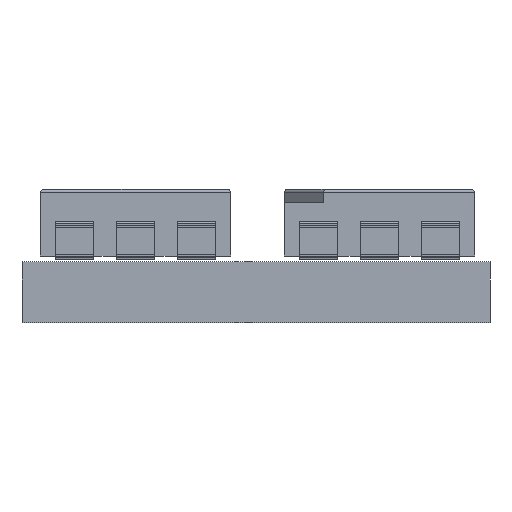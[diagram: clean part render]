
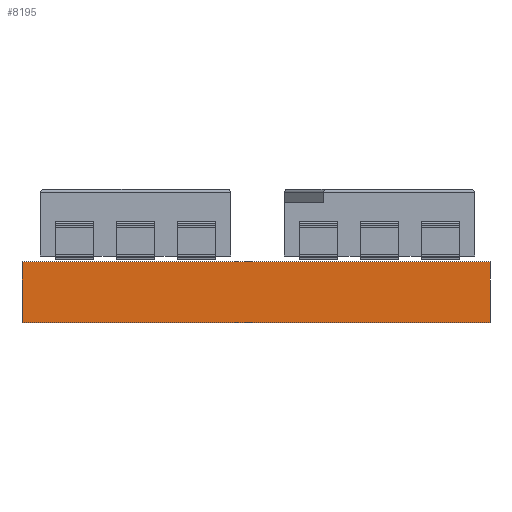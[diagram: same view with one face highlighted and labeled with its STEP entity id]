
A CAD part, front view. The second image highlights one B-rep face of the part: STEP entity #8195.
In plain terms, the highlighted planar face has unit normal (0, -1, 0).
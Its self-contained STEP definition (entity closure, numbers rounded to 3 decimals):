
#8026 = PLANE('',#8027);
#8027 = AXIS2_PLACEMENT_3D('',#8028,#8029,#8030);
#8028 = CARTESIAN_POINT('',(145.22,-89.3,0.));
#8029 = DIRECTION('',(-1.,0.,0.));
#8030 = DIRECTION('',(0.,1.,0.));
#8054 = PLANE('',#8055);
#8055 = AXIS2_PLACEMENT_3D('',#8056,#8057,#8058);
#8056 = CARTESIAN_POINT('',(151.36,-59.465,1.6));
#8057 = DIRECTION('',(0.,0.,-1.));
#8058 = DIRECTION('',(-1.,0.,0.));
#8082 = PLANE('',#8083);
#8083 = AXIS2_PLACEMENT_3D('',#8084,#8085,#8086);
#8084 = CARTESIAN_POINT('',(157.5,-29.63,0.));
#8085 = DIRECTION('',(1.,0.,0.));
#8086 = DIRECTION('',(0.,-1.,0.));
#8108 = PLANE('',#8109);
#8109 = AXIS2_PLACEMENT_3D('',#8110,#8111,#8112);
#8110 = CARTESIAN_POINT('',(151.36,-59.465,0.));
#8111 = DIRECTION('',(0.,0.,-1.));
#8112 = DIRECTION('',(-1.,0.,0.));
#8125 = VERTEX_POINT('',#8126);
#8126 = CARTESIAN_POINT('',(157.5,-89.3,1.6));
#8147 = EDGE_CURVE('',#8148,#8125,#8150,.T.);
#8148 = VERTEX_POINT('',#8149);
#8149 = CARTESIAN_POINT('',(157.5,-89.3,0.));
#8150 = SURFACE_CURVE('',#8151,(#8155,#8162),.PCURVE_S1.);
#8151 = LINE('',#8152,#8153);
#8152 = CARTESIAN_POINT('',(157.5,-89.3,0.));
#8153 = VECTOR('',#8154,1.);
#8154 = DIRECTION('',(0.,0.,1.));
#8155 = PCURVE('',#8082,#8156);
#8156 = DEFINITIONAL_REPRESENTATION('',(#8157),#8161);
#8157 = LINE('',#8158,#8159);
#8158 = CARTESIAN_POINT('',(59.67,0.));
#8159 = VECTOR('',#8160,1.);
#8160 = DIRECTION('',(0.,-1.));
#8161 = ( GEOMETRIC_REPRESENTATION_CONTEXT(2) 
PARAMETRIC_REPRESENTATION_CONTEXT() REPRESENTATION_CONTEXT('2D SPACE',''
  ) );
#8162 = PCURVE('',#8163,#8168);
#8163 = PLANE('',#8164);
#8164 = AXIS2_PLACEMENT_3D('',#8165,#8166,#8167);
#8165 = CARTESIAN_POINT('',(157.5,-89.3,0.));
#8166 = DIRECTION('',(0.,-1.,0.));
#8167 = DIRECTION('',(-1.,0.,0.));
#8168 = DEFINITIONAL_REPRESENTATION('',(#8169),#8173);
#8169 = LINE('',#8170,#8171);
#8170 = CARTESIAN_POINT('',(0.,0.));
#8171 = VECTOR('',#8172,1.);
#8172 = DIRECTION('',(0.,-1.));
#8173 = ( GEOMETRIC_REPRESENTATION_CONTEXT(2) 
PARAMETRIC_REPRESENTATION_CONTEXT() REPRESENTATION_CONTEXT('2D SPACE',''
  ) );
#8195 = ADVANCED_FACE('',(#8196),#8163,.T.);
#8196 = FACE_BOUND('',#8197,.T.);
#8197 = EDGE_LOOP('',(#8198,#8199,#8222,#8245));
#8198 = ORIENTED_EDGE('',*,*,#8147,.T.);
#8199 = ORIENTED_EDGE('',*,*,#8200,.T.);
#8200 = EDGE_CURVE('',#8125,#8201,#8203,.T.);
#8201 = VERTEX_POINT('',#8202);
#8202 = CARTESIAN_POINT('',(145.22,-89.3,1.6));
#8203 = SURFACE_CURVE('',#8204,(#8208,#8215),.PCURVE_S1.);
#8204 = LINE('',#8205,#8206);
#8205 = CARTESIAN_POINT('',(157.5,-89.3,1.6));
#8206 = VECTOR('',#8207,1.);
#8207 = DIRECTION('',(-1.,0.,0.));
#8208 = PCURVE('',#8163,#8209);
#8209 = DEFINITIONAL_REPRESENTATION('',(#8210),#8214);
#8210 = LINE('',#8211,#8212);
#8211 = CARTESIAN_POINT('',(0.,-1.6));
#8212 = VECTOR('',#8213,1.);
#8213 = DIRECTION('',(1.,0.));
#8214 = ( GEOMETRIC_REPRESENTATION_CONTEXT(2) 
PARAMETRIC_REPRESENTATION_CONTEXT() REPRESENTATION_CONTEXT('2D SPACE',''
  ) );
#8215 = PCURVE('',#8054,#8216);
#8216 = DEFINITIONAL_REPRESENTATION('',(#8217),#8221);
#8217 = LINE('',#8218,#8219);
#8218 = CARTESIAN_POINT('',(-6.14,-29.835));
#8219 = VECTOR('',#8220,1.);
#8220 = DIRECTION('',(1.,0.));
#8221 = ( GEOMETRIC_REPRESENTATION_CONTEXT(2) 
PARAMETRIC_REPRESENTATION_CONTEXT() REPRESENTATION_CONTEXT('2D SPACE',''
  ) );
#8222 = ORIENTED_EDGE('',*,*,#8223,.F.);
#8223 = EDGE_CURVE('',#8224,#8201,#8226,.T.);
#8224 = VERTEX_POINT('',#8225);
#8225 = CARTESIAN_POINT('',(145.22,-89.3,0.));
#8226 = SURFACE_CURVE('',#8227,(#8231,#8238),.PCURVE_S1.);
#8227 = LINE('',#8228,#8229);
#8228 = CARTESIAN_POINT('',(145.22,-89.3,0.));
#8229 = VECTOR('',#8230,1.);
#8230 = DIRECTION('',(0.,0.,1.));
#8231 = PCURVE('',#8163,#8232);
#8232 = DEFINITIONAL_REPRESENTATION('',(#8233),#8237);
#8233 = LINE('',#8234,#8235);
#8234 = CARTESIAN_POINT('',(12.28,0.));
#8235 = VECTOR('',#8236,1.);
#8236 = DIRECTION('',(0.,-1.));
#8237 = ( GEOMETRIC_REPRESENTATION_CONTEXT(2) 
PARAMETRIC_REPRESENTATION_CONTEXT() REPRESENTATION_CONTEXT('2D SPACE',''
  ) );
#8238 = PCURVE('',#8026,#8239);
#8239 = DEFINITIONAL_REPRESENTATION('',(#8240),#8244);
#8240 = LINE('',#8241,#8242);
#8241 = CARTESIAN_POINT('',(0.,0.));
#8242 = VECTOR('',#8243,1.);
#8243 = DIRECTION('',(0.,-1.));
#8244 = ( GEOMETRIC_REPRESENTATION_CONTEXT(2) 
PARAMETRIC_REPRESENTATION_CONTEXT() REPRESENTATION_CONTEXT('2D SPACE',''
  ) );
#8245 = ORIENTED_EDGE('',*,*,#8246,.F.);
#8246 = EDGE_CURVE('',#8148,#8224,#8247,.T.);
#8247 = SURFACE_CURVE('',#8248,(#8252,#8259),.PCURVE_S1.);
#8248 = LINE('',#8249,#8250);
#8249 = CARTESIAN_POINT('',(157.5,-89.3,0.));
#8250 = VECTOR('',#8251,1.);
#8251 = DIRECTION('',(-1.,0.,0.));
#8252 = PCURVE('',#8163,#8253);
#8253 = DEFINITIONAL_REPRESENTATION('',(#8254),#8258);
#8254 = LINE('',#8255,#8256);
#8255 = CARTESIAN_POINT('',(0.,0.));
#8256 = VECTOR('',#8257,1.);
#8257 = DIRECTION('',(1.,0.));
#8258 = ( GEOMETRIC_REPRESENTATION_CONTEXT(2) 
PARAMETRIC_REPRESENTATION_CONTEXT() REPRESENTATION_CONTEXT('2D SPACE',''
  ) );
#8259 = PCURVE('',#8108,#8260);
#8260 = DEFINITIONAL_REPRESENTATION('',(#8261),#8265);
#8261 = LINE('',#8262,#8263);
#8262 = CARTESIAN_POINT('',(-6.14,-29.835));
#8263 = VECTOR('',#8264,1.);
#8264 = DIRECTION('',(1.,0.));
#8265 = ( GEOMETRIC_REPRESENTATION_CONTEXT(2) 
PARAMETRIC_REPRESENTATION_CONTEXT() REPRESENTATION_CONTEXT('2D SPACE',''
  ) );
